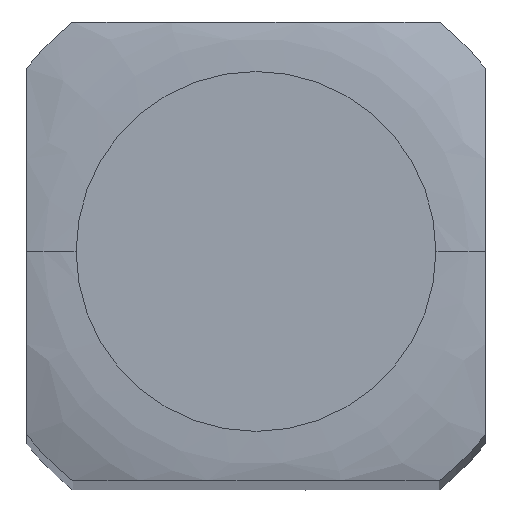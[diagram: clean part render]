
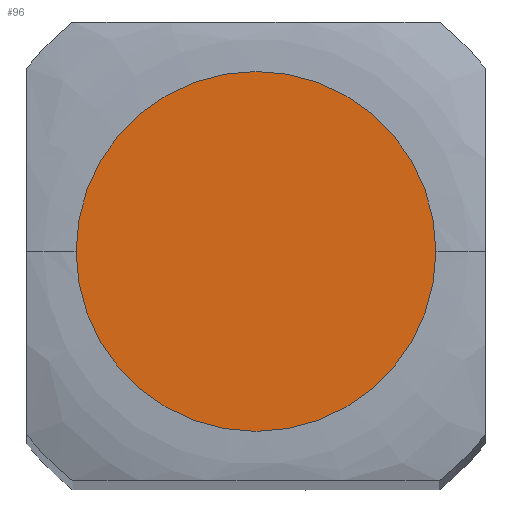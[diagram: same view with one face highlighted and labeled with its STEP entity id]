
A CAD part, top view. The second image highlights one B-rep face of the part: STEP entity #96.
In plain terms, the highlighted planar face has unit normal (0, 0, 1).
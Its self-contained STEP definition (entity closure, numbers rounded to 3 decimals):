
#32 = DIRECTION ( 'NONE',  ( 1., 0., 0. ) ) ;
#39 = EDGE_LOOP ( 'NONE', ( #398, #395 ) ) ;
#62 = CARTESIAN_POINT ( 'NONE',  ( 0., 0., 18.161 ) ) ;
#75 = DIRECTION ( 'NONE',  ( -1., 0., 0. ) ) ;
#96 = ADVANCED_FACE ( 'NONE', ( #246 ), #211, .F. ) ;
#101 = DIRECTION ( 'NONE',  ( 0., 0., 1. ) ) ;
#126 = EDGE_CURVE ( 'NONE', #434, #483, #249, .T. ) ;
#186 = CARTESIAN_POINT ( 'NONE',  ( 1.245, 0., 18.161 ) ) ;
#211 = PLANE ( 'NONE',  #419 ) ;
#229 = DIRECTION ( 'NONE',  ( 0., 0., 1. ) ) ;
#238 = CIRCLE ( 'NONE', #362, 1.245 ) ;
#246 = FACE_OUTER_BOUND ( 'NONE', #39, .T. ) ;
#249 = CIRCLE ( 'NONE', #397, 1.245 ) ;
#252 = DIRECTION ( 'NONE',  ( 0., 0., -1. ) ) ;
#303 = CARTESIAN_POINT ( 'NONE',  ( 0., 0., 18.161 ) ) ;
#311 = CARTESIAN_POINT ( 'NONE',  ( -1.245, 0., 18.161 ) ) ;
#340 = EDGE_CURVE ( 'NONE', #483, #434, #238, .T. ) ;
#362 = AXIS2_PLACEMENT_3D ( 'NONE', #62, #229, #32 ) ;
#376 = DIRECTION ( 'NONE',  ( 1., 0., 0. ) ) ;
#395 = ORIENTED_EDGE ( 'NONE', *, *, #126, .T. ) ;
#397 = AXIS2_PLACEMENT_3D ( 'NONE', #303, #101, #376 ) ;
#398 = ORIENTED_EDGE ( 'NONE', *, *, #340, .T. ) ;
#419 = AXIS2_PLACEMENT_3D ( 'NONE', #454, #252, #75 ) ;
#434 = VERTEX_POINT ( 'NONE', #311 ) ;
#454 = CARTESIAN_POINT ( 'NONE',  ( -1.588, 1.588, 18.161 ) ) ;
#483 = VERTEX_POINT ( 'NONE', #186 ) ;
